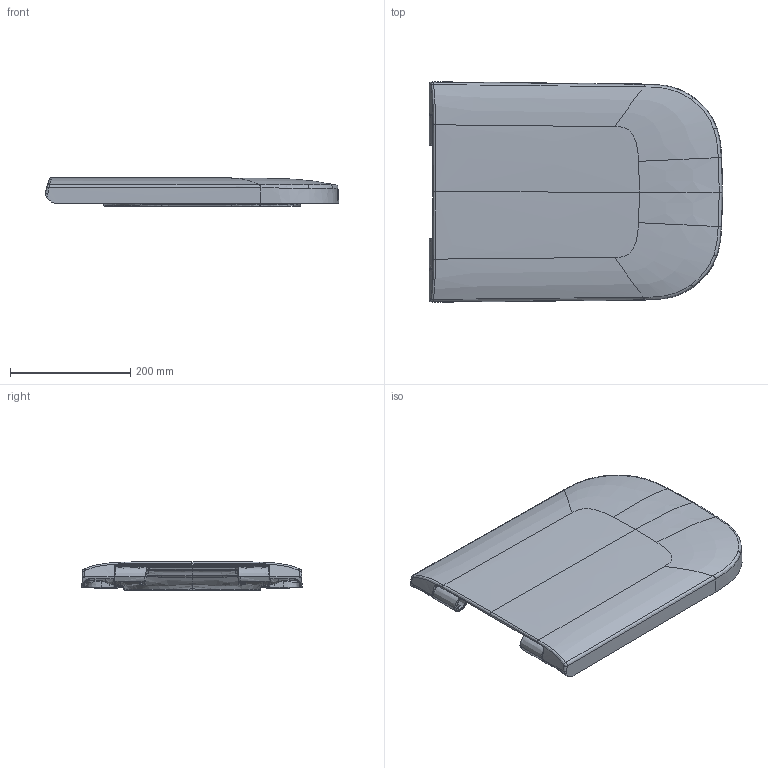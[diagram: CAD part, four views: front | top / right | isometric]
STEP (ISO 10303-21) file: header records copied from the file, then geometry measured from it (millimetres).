
FILE_DESCRIPTION((''),'2;1');
FILE_NAME('006461.stp','2013-10-17T21:39:46',('Administrator'),(''),'Autodesk Inventor 2011','Autodesk Inventor 2011','');
FILE_SCHEMA(('CONFIG_CONTROL_DESIGN'));
Length unit declared in the file: millimetre
Products named in the file (3): 006461; 006461 Sitz; 006461 Deckel
Assembly tree (2 placements, depth 2):
  006461
    006461 Sitz
    006461 Deckel
Bounding box: 488.49 x 366.88 x 48 mm (x, y, z)
Volume: 1537155.3 mm3; surface area: 665807.3 mm2
Topology: 2 solids, 8 shells, 809 faces, 1998 edges, 1206 vertices
Faces by surface type: bspline 707, plane 91, cylinder 9, sphere 2
Entity records: 57766 total; most frequent: CARTESIAN_POINT 43238, ORIENTED_EDGE 3982, EDGE_CURVE 1991, VERTEX_POINT 1202, B_SPLINE_CURVE_WITH_KNOTS 1154, EDGE_LOOP 823, FACE_OUTER_BOUND 809, ADVANCED_FACE 809
